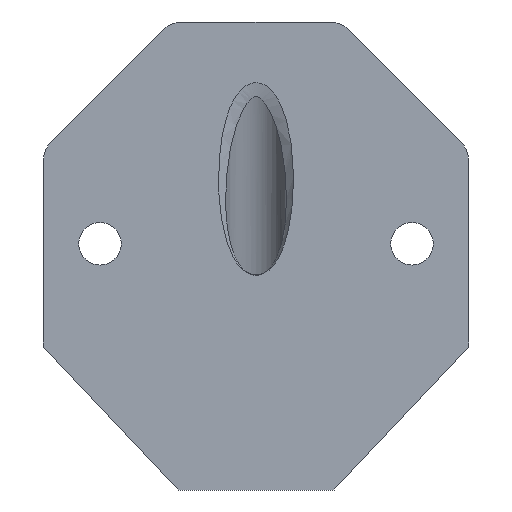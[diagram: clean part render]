
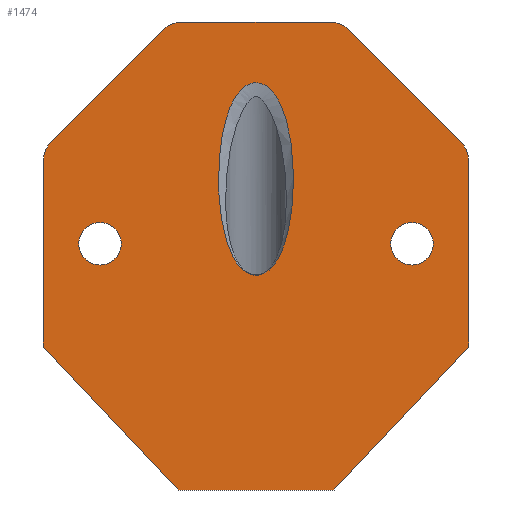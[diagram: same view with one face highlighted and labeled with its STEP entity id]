
A CAD part, left-side view. The second image highlights one B-rep face of the part: STEP entity #1474.
In plain terms, the highlighted planar face has unit normal (-1, 0, 0).
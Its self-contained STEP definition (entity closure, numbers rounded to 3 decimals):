
#17=FACE_BOUND('',#269,.T.);
#18=FACE_BOUND('',#270,.T.);
#19=FACE_BOUND('',#271,.T.);
#39=CIRCLE('',#1558,2.);
#40=CIRCLE('',#1561,2.);
#41=CIRCLE('',#1564,2.);
#42=CIRCLE('',#1567,2.);
#44=CIRCLE('',#1573,1.5);
#46=CIRCLE('',#1576,1.5);
#181=FACE_OUTER_BOUND('',#268,.T.);
#268=EDGE_LOOP('',(#1251,#1252,#1253,#1254,#1255,#1256,#1257,#1258,#1259,
#1260,#1261,#1262,#1263,#1264));
#269=EDGE_LOOP('',(#1265));
#270=EDGE_LOOP('',(#1266));
#271=EDGE_LOOP('',(#1267));
#302=ELLIPSE('',#1555,2.128,2.);
#303=ELLIPSE('',#1570,2.128,2.);
#362=B_SPLINE_CURVE_WITH_KNOTS('',3,(#2907,#2908,#2909,#2910,#2911,#2912,
#2913,#2914,#2915,#2916,#2917,#2918,#2919,#2920,#2921,#2922,#2923,#2924,
#2925),.UNSPECIFIED.,.T.,.F.,(4,1,1,1,1,1,1,1,1,1,1,1,1,1,1,1,4),(-3.142,
-2.917,-2.693,-2.244,-1.346,
-0.898,-0.449,-0.15,0.,
0.15,0.299,0.449,1.346,
2.244,2.693,2.917,3.142),
 .UNSPECIFIED.);
#369=LINE('',#1920,#479);
#396=LINE('',#2253,#506);
#457=LINE('',#2857,#567);
#460=LINE('',#2865,#570);
#463=LINE('',#2873,#573);
#466=LINE('',#2881,#576);
#469=LINE('',#2889,#579);
#472=LINE('',#2905,#582);
#479=VECTOR('',#1610,10.);
#506=VECTOR('',#1647,10.);
#567=VECTOR('',#1796,10.);
#570=VECTOR('',#1805,10.);
#573=VECTOR('',#1814,10.);
#576=VECTOR('',#1823,10.);
#579=VECTOR('',#1832,10.);
#582=VECTOR('',#1853,10.);
#589=VERTEX_POINT('',#1918);
#590=VERTEX_POINT('',#1919);
#629=VERTEX_POINT('',#2250);
#630=VERTEX_POINT('',#2252);
#693=VERTEX_POINT('',#2851);
#694=VERTEX_POINT('',#2855);
#695=VERTEX_POINT('',#2859);
#696=VERTEX_POINT('',#2863);
#697=VERTEX_POINT('',#2867);
#698=VERTEX_POINT('',#2871);
#699=VERTEX_POINT('',#2875);
#700=VERTEX_POINT('',#2879);
#701=VERTEX_POINT('',#2883);
#702=VERTEX_POINT('',#2887);
#704=VERTEX_POINT('',#2895);
#706=VERTEX_POINT('',#2901);
#707=VERTEX_POINT('',#2906);
#723=EDGE_CURVE('',#589,#590,#369,.T.);
#775=EDGE_CURVE('',#629,#630,#396,.T.);
#884=EDGE_CURVE('',#693,#589,#302,.T.);
#886=EDGE_CURVE('',#694,#693,#457,.T.);
#888=EDGE_CURVE('',#695,#694,#39,.T.);
#890=EDGE_CURVE('',#696,#695,#460,.T.);
#892=EDGE_CURVE('',#697,#696,#40,.T.);
#894=EDGE_CURVE('',#697,#698,#463,.T.);
#896=EDGE_CURVE('',#699,#698,#41,.T.);
#898=EDGE_CURVE('',#700,#699,#466,.T.);
#900=EDGE_CURVE('',#701,#700,#42,.T.);
#902=EDGE_CURVE('',#702,#701,#469,.T.);
#903=EDGE_CURVE('',#630,#702,#303,.T.);
#906=EDGE_CURVE('',#704,#704,#44,.T.);
#909=EDGE_CURVE('',#706,#706,#46,.T.);
#910=EDGE_CURVE('',#590,#629,#472,.T.);
#911=EDGE_CURVE('',#707,#707,#362,.T.);
#1251=ORIENTED_EDGE('',*,*,#723,.F.);
#1252=ORIENTED_EDGE('',*,*,#884,.F.);
#1253=ORIENTED_EDGE('',*,*,#886,.F.);
#1254=ORIENTED_EDGE('',*,*,#888,.F.);
#1255=ORIENTED_EDGE('',*,*,#890,.F.);
#1256=ORIENTED_EDGE('',*,*,#892,.F.);
#1257=ORIENTED_EDGE('',*,*,#894,.T.);
#1258=ORIENTED_EDGE('',*,*,#896,.F.);
#1259=ORIENTED_EDGE('',*,*,#898,.F.);
#1260=ORIENTED_EDGE('',*,*,#900,.F.);
#1261=ORIENTED_EDGE('',*,*,#902,.F.);
#1262=ORIENTED_EDGE('',*,*,#903,.F.);
#1263=ORIENTED_EDGE('',*,*,#775,.F.);
#1264=ORIENTED_EDGE('',*,*,#910,.F.);
#1265=ORIENTED_EDGE('',*,*,#906,.T.);
#1266=ORIENTED_EDGE('',*,*,#909,.T.);
#1267=ORIENTED_EDGE('',*,*,#911,.F.);
#1401=PLANE('',#1577);
#1474=ADVANCED_FACE('',(#181,#17,#18,#19),#1401,.T.);
#1555=AXIS2_PLACEMENT_3D('',#2853,#1791,#1792);
#1558=AXIS2_PLACEMENT_3D('',#2861,#1800,#1801);
#1561=AXIS2_PLACEMENT_3D('',#2869,#1809,#1810);
#1564=AXIS2_PLACEMENT_3D('',#2877,#1818,#1819);
#1567=AXIS2_PLACEMENT_3D('',#2885,#1827,#1828);
#1570=AXIS2_PLACEMENT_3D('',#2891,#1835,#1836);
#1573=AXIS2_PLACEMENT_3D('',#2897,#1842,#1843);
#1576=AXIS2_PLACEMENT_3D('',#2903,#1849,#1850);
#1577=AXIS2_PLACEMENT_3D('',#2904,#1851,#1852);
#1610=DIRECTION('',(0.,0.685,-0.729));
#1647=DIRECTION('',(0.,0.685,0.729));
#1791=DIRECTION('center_axis',(1.,0.,0.));
#1792=DIRECTION('ref_axis',(0.,0.,-1.));
#1796=DIRECTION('',(0.,0.,-1.));
#1800=DIRECTION('center_axis',(1.,0.,0.));
#1801=DIRECTION('ref_axis',(0.,-0.924,0.383));
#1805=DIRECTION('',(0.,-0.707,-0.707));
#1809=DIRECTION('center_axis',(1.,0.,0.));
#1810=DIRECTION('ref_axis',(0.,-0.383,0.924));
#1814=DIRECTION('',(0.,1.,0.));
#1818=DIRECTION('center_axis',(1.,0.,0.));
#1819=DIRECTION('ref_axis',(0.,0.383,0.924));
#1823=DIRECTION('',(0.,-0.707,0.707));
#1827=DIRECTION('center_axis',(1.,0.,0.));
#1828=DIRECTION('ref_axis',(0.,0.924,0.383));
#1832=DIRECTION('',(0.,0.,1.));
#1835=DIRECTION('center_axis',(1.,0.,0.));
#1836=DIRECTION('ref_axis',(0.,0.,-1.));
#1842=DIRECTION('center_axis',(1.,0.,0.));
#1843=DIRECTION('ref_axis',(0.,1.,0.));
#1849=DIRECTION('center_axis',(1.,0.,0.));
#1850=DIRECTION('ref_axis',(0.,1.,0.));
#1851=DIRECTION('center_axis',(-1.,0.,0.));
#1852=DIRECTION('ref_axis',(0.,0.,1.));
#1853=DIRECTION('',(0.,1.,0.));
#1918=CARTESIAN_POINT('',(0.,-14.967,10.075));
#1919=CARTESIAN_POINT('',(0.,-5.5,0.));
#1920=CARTESIAN_POINT('',(0.,-5.491,-0.009));
#2250=CARTESIAN_POINT('',(0.,5.5,0.));
#2252=CARTESIAN_POINT('',(0.,14.967,10.075));
#2253=CARTESIAN_POINT('',(0.,5.491,-0.009));
#2851=CARTESIAN_POINT('',(0.,-15.,10.459));
#2853=CARTESIAN_POINT('Origin',(0.,-13.,10.459));
#2855=CARTESIAN_POINT('',(0.,-15.,23.172));
#2857=CARTESIAN_POINT('',(0.,-15.,0.));
#2859=CARTESIAN_POINT('',(0.,-14.414,24.586));
#2861=CARTESIAN_POINT('Origin',(0.,-13.,23.172));
#2863=CARTESIAN_POINT('',(0.,-6.586,32.414));
#2865=CARTESIAN_POINT('',(0.,-15.,24.));
#2867=CARTESIAN_POINT('',(0.,-5.172,33.));
#2869=CARTESIAN_POINT('Origin',(0.,-5.172,31.));
#2871=CARTESIAN_POINT('',(0.,5.172,33.));
#2873=CARTESIAN_POINT('',(0.,0.,33.));
#2875=CARTESIAN_POINT('',(0.,6.586,32.414));
#2877=CARTESIAN_POINT('Origin',(0.,5.172,31.));
#2879=CARTESIAN_POINT('',(0.,14.414,24.586));
#2881=CARTESIAN_POINT('',(0.,15.,24.));
#2883=CARTESIAN_POINT('',(0.,15.,23.172));
#2885=CARTESIAN_POINT('Origin',(0.,13.,23.172));
#2887=CARTESIAN_POINT('',(0.,15.,10.459));
#2889=CARTESIAN_POINT('',(0.,15.,0.));
#2891=CARTESIAN_POINT('Origin',(0.,13.,10.459));
#2895=CARTESIAN_POINT('',(0.,-12.5,17.361));
#2897=CARTESIAN_POINT('Origin',(0.,-11.,17.361));
#2901=CARTESIAN_POINT('',(0.,9.5,17.361));
#2903=CARTESIAN_POINT('Origin',(0.,11.,17.361));
#2904=CARTESIAN_POINT('Origin',(0.,0.,0.));
#2905=CARTESIAN_POINT('',(0.,0.,0.));
#2906=CARTESIAN_POINT('',(0.,0.,28.715));
#2907=CARTESIAN_POINT('Ctrl Pts',(0.,0.,
28.715));
#2908=CARTESIAN_POINT('Ctrl Pts',(0.,0.27,
28.715));
#2909=CARTESIAN_POINT('Ctrl Pts',(0.,0.792,
28.526));
#2910=CARTESIAN_POINT('Ctrl Pts',(0.,1.543,
27.72));
#2911=CARTESIAN_POINT('Ctrl Pts',(0.,2.504,
25.465));
#2912=CARTESIAN_POINT('Ctrl Pts',(0.,2.823,
21.35));
#2913=CARTESIAN_POINT('Ctrl Pts',(0.,2.222,
17.747));
#2914=CARTESIAN_POINT('Ctrl Pts',(0.,1.503,
16.033));
#2915=CARTESIAN_POINT('Ctrl Pts',(0.,0.719,
15.271));
#2916=CARTESIAN_POINT('Ctrl Pts',(0.,0.,
15.099));
#2917=CARTESIAN_POINT('Ctrl Pts',(0.,-0.537,
15.224));
#2918=CARTESIAN_POINT('Ctrl Pts',(0.,-0.983,
15.532));
#2919=CARTESIAN_POINT('Ctrl Pts',(0.,-1.946,
16.647));
#2920=CARTESIAN_POINT('Ctrl Pts',(0.,-2.885,
20.294));
#2921=CARTESIAN_POINT('Ctrl Pts',(0.,-2.513,
25.478));
#2922=CARTESIAN_POINT('Ctrl Pts',(0.,-1.54,
27.716));
#2923=CARTESIAN_POINT('Ctrl Pts',(0.,-0.793,
28.527));
#2924=CARTESIAN_POINT('Ctrl Pts',(0.,-0.27,
28.715));
#2925=CARTESIAN_POINT('Ctrl Pts',(0.,0.,
28.715));
